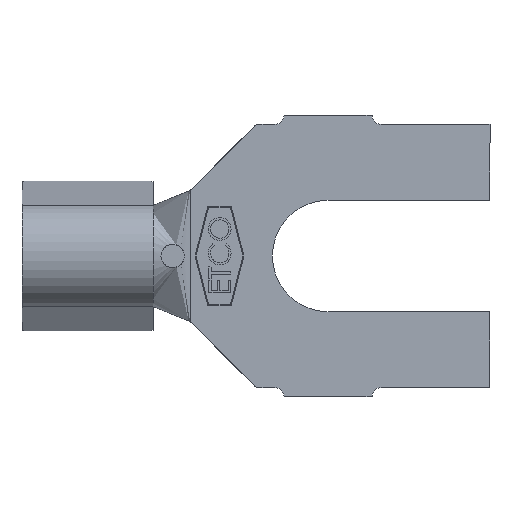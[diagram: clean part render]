
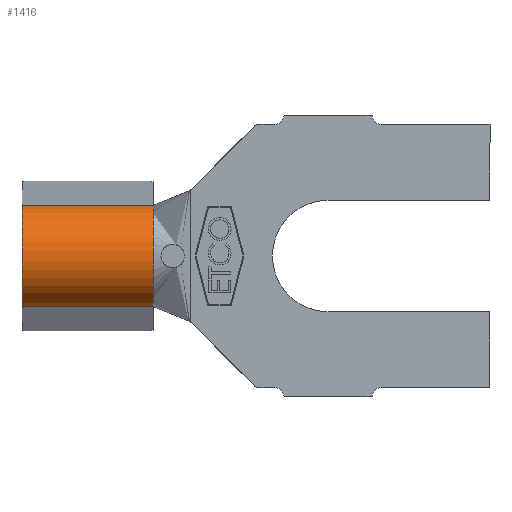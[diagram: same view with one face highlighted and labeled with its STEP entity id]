
A CAD part, front view. The second image highlights one B-rep face of the part: STEP entity #1416.
In plain terms, the highlighted cylindrical face has radius 1.422 mm (diameter 2.845 mm), a partial arc.
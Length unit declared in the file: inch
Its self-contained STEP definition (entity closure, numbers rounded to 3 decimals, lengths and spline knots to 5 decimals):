
#23 = ORIENTED_EDGE ( 'NONE', *, *, #1933, .T. ) ;
#40 = ORIENTED_EDGE ( 'NONE', *, *, #5971, .T. ) ;
#50 = ORIENTED_EDGE ( 'NONE', *, *, #1026, .F. ) ;
#58 = ORIENTED_EDGE ( 'NONE', *, *, #5356, .F. ) ;
#221 = VERTEX_POINT ( 'NONE', #1128 ) ;
#310 = CIRCLE ( 'NONE', #3849, 0.056 ) ;
#392 = VECTOR ( 'NONE', #1161, 39.37008 ) ;
#422 = CARTESIAN_POINT ( 'NONE',  ( -0.187, 0.056, 0. ) ) ;
#531 = VERTEX_POINT ( 'NONE', #3206 ) ;
#1002 = VERTEX_POINT ( 'NONE', #3513 ) ;
#1026 = EDGE_CURVE ( 'NONE', #531, #1002, #3250, .T. ) ;
#1128 = CARTESIAN_POINT ( 'NONE',  ( -0.327, 0.04149, -0.05409 ) ) ;
#1161 = DIRECTION ( 'NONE',  ( 1., 0., 0. ) ) ;
#1195 = CARTESIAN_POINT ( 'NONE',  ( -0.327, 0.04149, -0.05409 ) ) ;
#1222 = LINE ( 'NONE', #1195, #392 ) ;
#1416 = ADVANCED_FACE ( 'NONE', ( #2734 ), #2694, .T. ) ;
#1524 = CARTESIAN_POINT ( 'NONE',  ( -0.187, 0.04149, -0.05409 ) ) ;
#1810 = AXIS2_PLACEMENT_3D ( 'NONE', #2239, #4097, #5926 ) ;
#1933 = EDGE_CURVE ( 'NONE', #221, #5413, #1222, .T. ) ;
#2239 = CARTESIAN_POINT ( 'NONE',  ( -0.327, 0.056, 0. ) ) ;
#2406 = EDGE_LOOP ( 'NONE', ( #58, #50, #40, #23 ) ) ;
#2409 = DIRECTION ( 'NONE',  ( 1., 0., 0. ) ) ;
#2523 = DIRECTION ( 'NONE',  ( 0., 0., -1. ) ) ;
#2632 = DIRECTION ( 'NONE',  ( 1., 0., 0. ) ) ;
#2660 = CARTESIAN_POINT ( 'NONE',  ( -0.327, 0.056, 0. ) ) ;
#2694 = CYLINDRICAL_SURFACE ( 'NONE', #4123, 0.056 ) ;
#2734 = FACE_OUTER_BOUND ( 'NONE', #2406, .T. ) ;
#3206 = CARTESIAN_POINT ( 'NONE',  ( -0.327, 0.04149, 0.05409 ) ) ;
#3224 = DIRECTION ( 'NONE',  ( 1., 0., 0. ) ) ;
#3231 = CARTESIAN_POINT ( 'NONE',  ( -0.327, 0.04149, 0.05409 ) ) ;
#3250 = LINE ( 'NONE', #3231, #4501 ) ;
#3513 = CARTESIAN_POINT ( 'NONE',  ( -0.187, 0.04149, 0.05409 ) ) ;
#3849 = AXIS2_PLACEMENT_3D ( 'NONE', #422, #2409, #4268 ) ;
#4097 = DIRECTION ( 'NONE',  ( 1., 0., 0. ) ) ;
#4123 = AXIS2_PLACEMENT_3D ( 'NONE', #2660, #2632, #2523 ) ;
#4268 = DIRECTION ( 'NONE',  ( 0., 0., -1. ) ) ;
#4442 = CIRCLE ( 'NONE', #1810, 0.056 ) ;
#4501 = VECTOR ( 'NONE', #3224, 39.37008 ) ;
#5356 = EDGE_CURVE ( 'NONE', #1002, #5413, #310, .T. ) ;
#5413 = VERTEX_POINT ( 'NONE', #1524 ) ;
#5926 = DIRECTION ( 'NONE',  ( 0., 0., -1. ) ) ;
#5971 = EDGE_CURVE ( 'NONE', #531, #221, #4442, .T. ) ;
